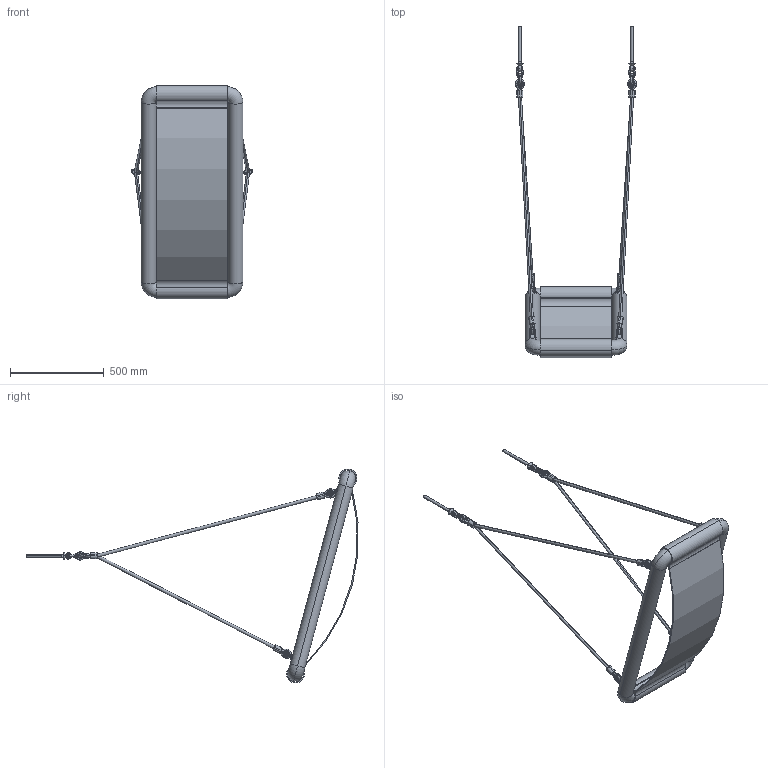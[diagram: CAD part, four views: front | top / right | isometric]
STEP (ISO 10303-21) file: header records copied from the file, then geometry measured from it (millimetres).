
FILE_DESCRIPTION (( 'STEP AP214' ), '1' );
FILE_NAME ('4696.STEP', '2016-01-27T07:19:00', ( '' ), ( '' ), 'SwSTEP 2.0', 'SolidWorks 2016', '' );
FILE_SCHEMA (( 'AUTOMOTIVE_DESIGN' ));
Length unit declared in the file: millimetre
Products named in the file (17): Spiegeln70-4602-17 - PA-Buchse-nur-fuer-Austausch_02_01; Spiegeln55-02-08 - Schäkel M8 geschweift_02_01; 70-4602-17 - PA-Buchse-nur-fuer-Austausch_02_01; 55-02-08 - Schäkel M8 geschweift_02_01; Behindertenschaukel Mini 4696_02_01_Standard<Wie bearbeitet>; SpiegelnDrehwirbel Mini_M_Schaukel_412_01_02_01; 4696; SpiegelnDrehwirbel_412_01_02_01; SpiegelnAH-Seile_02_01_Standard<Wie bearbeitet><Wie bearbeitet>; AH-Seile_02_01_Standard<Wie bearbeitet>; 457-05 - Kunststoff Kausche_02_01; Drehwirbel Mini_M_Schaukel_412_01_02_01; DIN 6796-10_DIN 6796-10; DIN 582-M10-N_DIN 582-M10-N; Drehwirbel_412_01_02_01; Lager_02_01; Behindertenschaukel Mini 4696_02_01
Assembly tree (28 placements, depth 3):
  4696
    Behindertenschaukel Mini 4696_02_01
      Behindertenschaukel Mini 4696_02_01_Standard<Wie bearbeitet>
      55-02-08 - Schäkel M8 geschweift_02_01  x2
      70-4602-17 - PA-Buchse-nur-fuer-Austausch_02_01  x2
      Spiegeln55-02-08 - Schäkel M8 geschweift_02_01  x2
      Spiegeln70-4602-17 - PA-Buchse-nur-fuer-Austausch_02_01  x2
    Lager_02_01  x2
    Drehwirbel Mini_M_Schaukel_412_01_02_01
      Drehwirbel_412_01_02_01
      DIN 582-M10-N_DIN 582-M10-N
      DIN 6796-10_DIN 6796-10
    457-05 - Kunststoff Kausche_02_01  x6
    AH-Seile_02_01_Standard<Wie bearbeitet>
    SpiegelnAH-Seile_02_01_Standard<Wie bearbeitet><Wie bearbeitet>
    SpiegelnDrehwirbel Mini_M_Schaukel_412_01_02_01
      SpiegelnDrehwirbel_412_01_02_01
      DIN 582-M10-N_DIN 582-M10-N
      DIN 6796-10_DIN 6796-10
Bounding box: 649.18 x 1775.45 x 1144.11 mm (x, y, z)
Volume: 21625492.1 mm3; surface area: 3039053.7 mm2
Topology: 59 solids, 60 shells, 1661 faces, 4121 edges, 2556 vertices
Faces by surface type: plane 546, cylinder 447, torus 304, bspline 300, cone 60, sphere 4
Entity records: 26744 total; most frequent: CARTESIAN_POINT 12283, ORIENTED_EDGE 2624, DIRECTION 2491, EDGE_CURVE 1312, AXIS2_PLACEMENT_3D 1025, VERTEX_POINT 803, EDGE_LOOP 623, FACE_OUTER_BOUND 574
